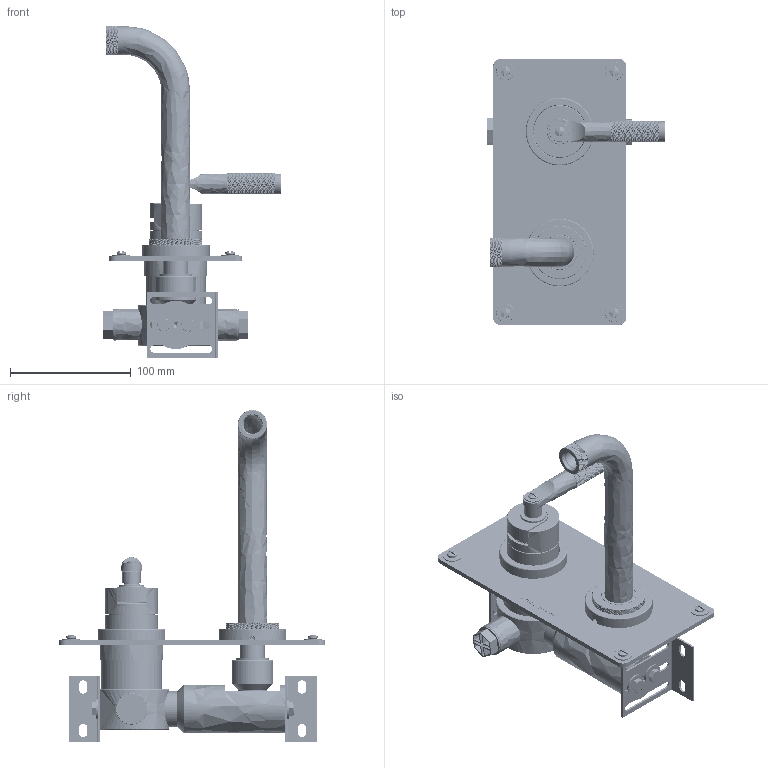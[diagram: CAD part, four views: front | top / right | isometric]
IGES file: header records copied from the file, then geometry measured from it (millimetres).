
Global section: file name: V7KA20S-2LK-LH; native system: Autodesk Inventor 2020; preprocessor: unknown; author: rclarke; date: 20230106.133544; units: millimetre
Bounding box: 147.1 x 220 x 274.65 mm (x, y, z)
Volume: 507408 mm3; surface area: 268748.3 mm2
Topology: 59 solids, 59 shells, 14179 faces, 30864 edges, 16933 vertices
Faces by surface type: bspline 14179
